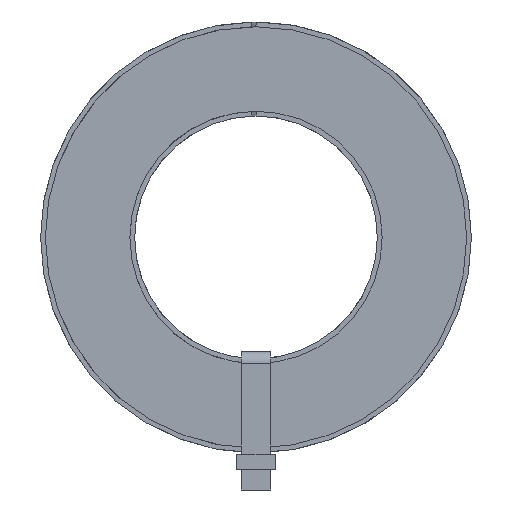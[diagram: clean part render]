
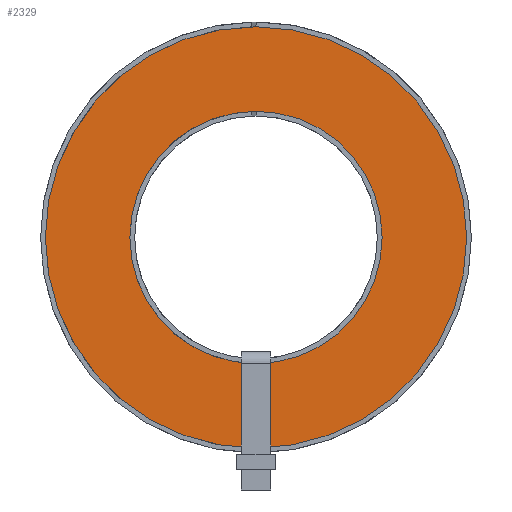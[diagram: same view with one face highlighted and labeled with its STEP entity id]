
A CAD part, front view. The second image highlights one B-rep face of the part: STEP entity #2329.
In plain terms, the highlighted planar face has unit normal (0, -1, 0).
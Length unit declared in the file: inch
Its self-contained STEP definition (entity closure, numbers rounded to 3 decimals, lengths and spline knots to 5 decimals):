
#51 = ORIENTED_EDGE ( 'NONE', *, *, #2249, .F. ) ;
#121 = CIRCLE ( 'NONE', #2176, 1.38386 ) ;
#353 = DIRECTION ( 'NONE',  ( 0., 0., 1. ) ) ;
#359 = CARTESIAN_POINT ( 'NONE',  ( 0., -0.30906, 0. ) ) ;
#564 = VERTEX_POINT ( 'NONE', #2967 ) ;
#877 = DIRECTION ( 'NONE',  ( 0., 0., 1. ) ) ;
#914 = EDGE_LOOP ( 'NONE', ( #2314, #2260 ) ) ;
#942 = DIRECTION ( 'NONE',  ( 0., 1., 0. ) ) ;
#967 = CARTESIAN_POINT ( 'NONE',  ( 0., -0.30906, 0. ) ) ;
#1015 = ORIENTED_EDGE ( 'NONE', *, *, #3637, .F. ) ;
#1025 = DIRECTION ( 'NONE',  ( 0., 0., 1. ) ) ;
#1119 = CARTESIAN_POINT ( 'NONE',  ( 0., -0.30906, -0.82874 ) ) ;
#1141 = DIRECTION ( 'NONE',  ( 0., 0., 1. ) ) ;
#1384 = PLANE ( 'NONE',  #1517 ) ;
#1517 = AXIS2_PLACEMENT_3D ( 'NONE', #359, #3008, #1025 ) ;
#1661 = FACE_OUTER_BOUND ( 'NONE', #914, .T. ) ;
#1804 = VERTEX_POINT ( 'NONE', #2768 ) ;
#1929 = DIRECTION ( 'NONE',  ( 0., 0., 1. ) ) ;
#2160 = DIRECTION ( 'NONE',  ( 0., -1., 0. ) ) ;
#2176 = AXIS2_PLACEMENT_3D ( 'NONE', #2527, #942, #353 ) ;
#2249 = EDGE_CURVE ( 'NONE', #3208, #1804, #3758, .T. ) ;
#2253 = EDGE_CURVE ( 'NONE', #564, #2574, #121, .T. ) ;
#2260 = ORIENTED_EDGE ( 'NONE', *, *, #2253, .F. ) ;
#2301 = CARTESIAN_POINT ( 'NONE',  ( 0., -0.30906, 1.38386 ) ) ;
#2307 = DIRECTION ( 'NONE',  ( 0., -1., 0. ) ) ;
#2314 = ORIENTED_EDGE ( 'NONE', *, *, #2996, .F. ) ;
#2329 = ADVANCED_FACE ( 'NONE', ( #2865, #1661 ), #1384, .F. ) ;
#2490 = AXIS2_PLACEMENT_3D ( 'NONE', #967, #4288, #877 ) ;
#2527 = CARTESIAN_POINT ( 'NONE',  ( 0., -0.30906, 0. ) ) ;
#2535 = CARTESIAN_POINT ( 'NONE',  ( 0., -0.30906, 0. ) ) ;
#2574 = VERTEX_POINT ( 'NONE', #2301 ) ;
#2768 = CARTESIAN_POINT ( 'NONE',  ( 0., -0.30906, 0.82874 ) ) ;
#2865 = FACE_BOUND ( 'NONE', #3051, .T. ) ;
#2914 = CIRCLE ( 'NONE', #3850, 0.82874 ) ;
#2967 = CARTESIAN_POINT ( 'NONE',  ( 0., -0.30906, -1.38386 ) ) ;
#2986 = CARTESIAN_POINT ( 'NONE',  ( 0., -0.30906, 0. ) ) ;
#2996 = EDGE_CURVE ( 'NONE', #2574, #564, #3162, .T. ) ;
#3008 = DIRECTION ( 'NONE',  ( 0., 1., 0. ) ) ;
#3051 = EDGE_LOOP ( 'NONE', ( #1015, #51 ) ) ;
#3162 = CIRCLE ( 'NONE', #2490, 1.38386 ) ;
#3208 = VERTEX_POINT ( 'NONE', #1119 ) ;
#3637 = EDGE_CURVE ( 'NONE', #1804, #3208, #2914, .T. ) ;
#3758 = CIRCLE ( 'NONE', #3844, 0.82874 ) ;
#3844 = AXIS2_PLACEMENT_3D ( 'NONE', #2535, #2160, #1141 ) ;
#3850 = AXIS2_PLACEMENT_3D ( 'NONE', #2986, #2307, #1929 ) ;
#4288 = DIRECTION ( 'NONE',  ( 0., 1., 0. ) ) ;
